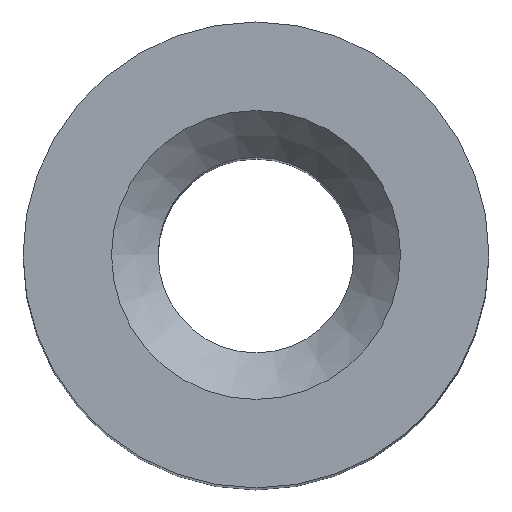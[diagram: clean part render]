
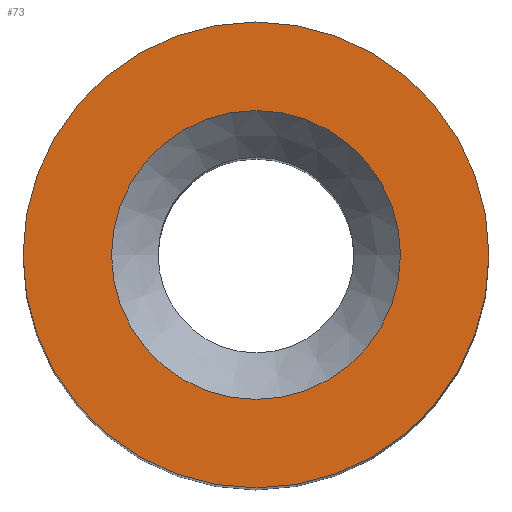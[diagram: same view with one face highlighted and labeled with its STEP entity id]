
A CAD part, top view. The second image highlights one B-rep face of the part: STEP entity #73.
In plain terms, the highlighted planar face has unit normal (0, 0, 1).
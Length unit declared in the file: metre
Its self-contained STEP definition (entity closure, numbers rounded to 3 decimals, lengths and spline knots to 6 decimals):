
#14=PLANE('',#94);
#18=ORIENTED_EDGE('',*,*,#30,.T.);
#19=ORIENTED_EDGE('',*,*,#31,.T.);
#30=EDGE_CURVE('',#36,#36,#42,.F.);
#31=EDGE_CURVE('',#37,#37,#43,.T.);
#36=VERTEX_POINT('',#137);
#37=VERTEX_POINT('',#139);
#42=CIRCLE('',#95,0.00155);
#43=CIRCLE('',#96,0.0025);
#48=EDGE_LOOP('',(#18));
#49=EDGE_LOOP('',(#19));
#60=FACE_BOUND('',#48,.T.);
#61=FACE_BOUND('',#49,.T.);
#73=ADVANCED_FACE('',(#60,#61),#14,.T.);
#94=AXIS2_PLACEMENT_3D('',#135,#111,#112);
#95=AXIS2_PLACEMENT_3D('',#136,#113,#114);
#96=AXIS2_PLACEMENT_3D('',#138,#115,#116);
#111=DIRECTION('',(0.,0.,1.));
#112=DIRECTION('',(1.,0.,0.));
#113=DIRECTION('',(0.,0.,1.));
#114=DIRECTION('',(1.,0.,0.));
#115=DIRECTION('',(0.,0.,1.));
#116=DIRECTION('',(1.,0.,0.));
#135=CARTESIAN_POINT('',(0.,0.000087,0.012671));
#136=CARTESIAN_POINT('',(0.0254,0.035283,0.012671));
#137=CARTESIAN_POINT('',(0.02695,0.035283,0.012671));
#138=CARTESIAN_POINT('',(0.0254,0.035283,0.012671));
#139=CARTESIAN_POINT('',(0.0279,0.035283,0.012671));
